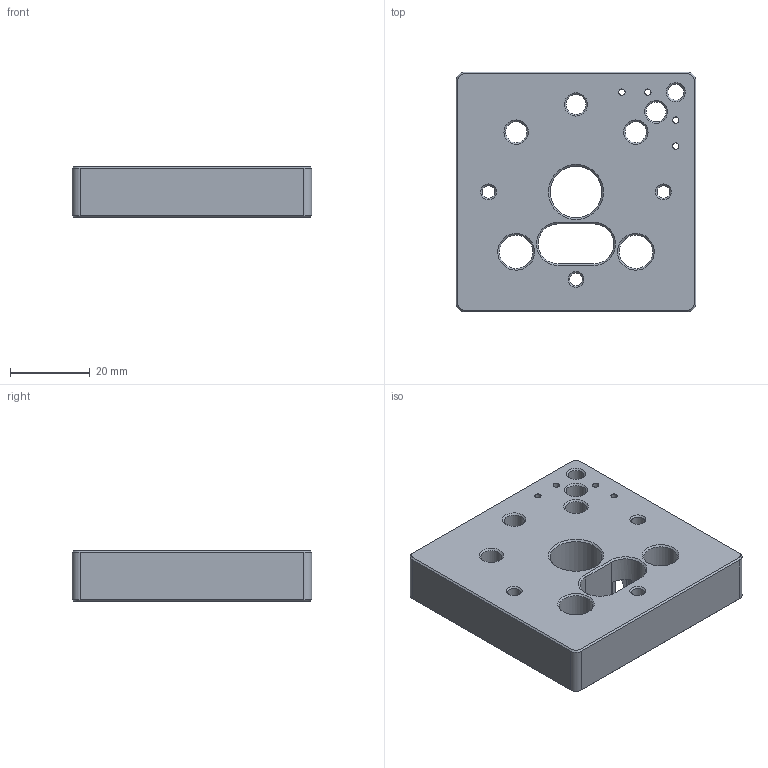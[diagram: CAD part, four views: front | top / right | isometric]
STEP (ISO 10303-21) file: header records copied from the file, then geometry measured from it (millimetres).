
FILE_DESCRIPTION(/* description */ (''),/* implementation_level */ '2;1');
FILE_NAME(/* name */ 'A-Motor_Base_X_2-T.stp',/* time_stamp */ '2020-09-25T18:34:37-07:00',/* author */ (''),/* organization */ (''),/* preprocessor_version */ 'ST-DEVELOPER v18.1',/* originating_system */ 'Autodesk Translation Framework v9.3.0.1241',/* authorisation */ '');
FILE_SCHEMA (('AUTOMOTIVE_DESIGN { 1 0 10303 214 3 1 1 }'));
Length unit declared in the file: millimetre
Products named in the file (1): Motor Base X Plastic
Bounding box: 60 x 60 x 12.7 mm (x, y, z)
Volume: 37353.4 mm3; surface area: 12939.8 mm2
Topology: 1 solids, 1 shells, 121 faces, 297 edges, 181 vertices
Faces by surface type: plane 46, cone 44, cylinder 31
Full cylindrical faces by diameter (mm): 1.6 x4, 3.2 x3, 4 x1, 5 x2, 5.3 x2, 6.5 x3, 8.4 x2, 10 x1, 13 x1
Entity records: 3646 total; most frequent: DIRECTION 660, CARTESIAN_POINT 602, ORIENTED_EDGE 594, EDGE_CURVE 297, AXIS2_PLACEMENT_3D 242, VERTEX_POINT 181, LINE 176, VECTOR 176
